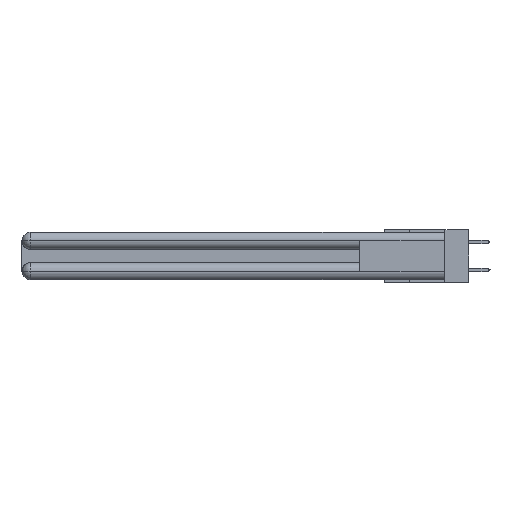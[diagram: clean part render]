
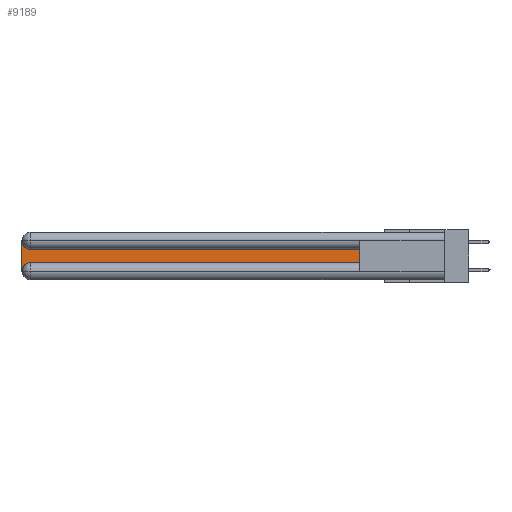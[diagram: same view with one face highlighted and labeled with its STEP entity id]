
A CAD part, left-side view. The second image highlights one B-rep face of the part: STEP entity #9189.
In plain terms, the highlighted planar face has unit normal (-1, 0, 0).
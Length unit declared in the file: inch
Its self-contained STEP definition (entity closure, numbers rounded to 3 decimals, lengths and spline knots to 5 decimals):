
#761 = LINE ( 'NONE', #8215, #13941 ) ;
#2026 = DIRECTION ( 'NONE',  ( 0., 0., -1. ) ) ;
#2160 = VECTOR ( 'NONE', #21940, 39.37008 ) ;
#2322 = EDGE_CURVE ( 'NONE', #6057, #3638, #761, .T. ) ;
#2791 = AXIS2_PLACEMENT_3D ( 'NONE', #33301, #27819, #2026 ) ;
#3638 = VERTEX_POINT ( 'NONE', #14463 ) ;
#6057 = VERTEX_POINT ( 'NONE', #30565 ) ;
#6193 = DIRECTION ( 'NONE',  ( 1., 0., 0. ) ) ;
#6489 = CIRCLE ( 'NONE', #2791, 0.06 ) ;
#7817 = ORIENTED_EDGE ( 'NONE', *, *, #26807, .T. ) ;
#8215 = CARTESIAN_POINT ( 'NONE',  ( 0.075, 3., -0.2175 ) ) ;
#8262 = VECTOR ( 'NONE', #32139, 39.37008 ) ;
#8556 = DIRECTION ( 'NONE',  ( 0., 0., -1. ) ) ;
#8706 = VECTOR ( 'NONE', #20039, 39.37008 ) ;
#8769 = DIRECTION ( 'NONE',  ( 0., 0., -1. ) ) ;
#8807 = EDGE_CURVE ( 'NONE', #30422, #6057, #6489, .T. ) ;
#9012 = CARTESIAN_POINT ( 'NONE',  ( 0.075, 0.6, -0.1225 ) ) ;
#9189 = ADVANCED_FACE ( 'NONE', ( #21310 ), #19244, .F. ) ;
#9636 = EDGE_CURVE ( 'NONE', #3638, #32815, #23314, .T. ) ;
#11180 = ORIENTED_EDGE ( 'NONE', *, *, #9636, .T. ) ;
#11539 = CARTESIAN_POINT ( 'NONE',  ( 0.075, 0.6, -0.2175 ) ) ;
#11799 = ORIENTED_EDGE ( 'NONE', *, *, #11861, .T. ) ;
#11861 = EDGE_CURVE ( 'NONE', #20669, #18726, #30536, .T. ) ;
#13941 = VECTOR ( 'NONE', #8556, 39.37008 ) ;
#14463 = CARTESIAN_POINT ( 'NONE',  ( 0.075, 3., -0.2775 ) ) ;
#14600 = CARTESIAN_POINT ( 'NONE',  ( 0.075, 2.94, -0.2175 ) ) ;
#16667 = CARTESIAN_POINT ( 'NONE',  ( 0.075, 2.94, -0.2775 ) ) ;
#16701 = DIRECTION ( 'NONE',  ( 1., 0., 0. ) ) ;
#17995 = AXIS2_PLACEMENT_3D ( 'NONE', #19016, #16701, #8769 ) ;
#18617 = LINE ( 'NONE', #27124, #2160 ) ;
#18726 = VERTEX_POINT ( 'NONE', #9012 ) ;
#19016 = CARTESIAN_POINT ( 'NONE',  ( 0.075, 3., -0.1225 ) ) ;
#19112 = AXIS2_PLACEMENT_3D ( 'NONE', #16667, #6193, #27623 ) ;
#19244 = PLANE ( 'NONE',  #17995 ) ;
#20039 = DIRECTION ( 'NONE',  ( 0., 0., 1. ) ) ;
#20233 = LINE ( 'NONE', #11539, #8262 ) ;
#20669 = VERTEX_POINT ( 'NONE', #21581 ) ;
#20750 = ORIENTED_EDGE ( 'NONE', *, *, #2322, .T. ) ;
#21310 = FACE_OUTER_BOUND ( 'NONE', #29787, .T. ) ;
#21581 = CARTESIAN_POINT ( 'NONE',  ( 0.075, 0.6, -0.2175 ) ) ;
#21940 = DIRECTION ( 'NONE',  ( 0., 1., 0. ) ) ;
#22725 = EDGE_CURVE ( 'NONE', #32815, #20669, #20233, .T. ) ;
#23314 = CIRCLE ( 'NONE', #19112, 0.06 ) ;
#24177 = ORIENTED_EDGE ( 'NONE', *, *, #22725, .T. ) ;
#26807 = EDGE_CURVE ( 'NONE', #18726, #30422, #18617, .T. ) ;
#27124 = CARTESIAN_POINT ( 'NONE',  ( 0.075, 0.6, -0.1225 ) ) ;
#27623 = DIRECTION ( 'NONE',  ( 0., 0., -1. ) ) ;
#27819 = DIRECTION ( 'NONE',  ( 1., 0., 0. ) ) ;
#27864 = CARTESIAN_POINT ( 'NONE',  ( 0.075, 0.6, -0.2175 ) ) ;
#29300 = CARTESIAN_POINT ( 'NONE',  ( 0.075, 2.94, -0.1225 ) ) ;
#29787 = EDGE_LOOP ( 'NONE', ( #7817, #31862, #20750, #11180, #24177, #11799 ) ) ;
#30422 = VERTEX_POINT ( 'NONE', #29300 ) ;
#30536 = LINE ( 'NONE', #27864, #8706 ) ;
#30565 = CARTESIAN_POINT ( 'NONE',  ( 0.075, 3., -0.0625 ) ) ;
#31862 = ORIENTED_EDGE ( 'NONE', *, *, #8807, .T. ) ;
#32139 = DIRECTION ( 'NONE',  ( 0., -1., 0. ) ) ;
#32815 = VERTEX_POINT ( 'NONE', #14600 ) ;
#33301 = CARTESIAN_POINT ( 'NONE',  ( 0.075, 2.94, -0.0625 ) ) ;
